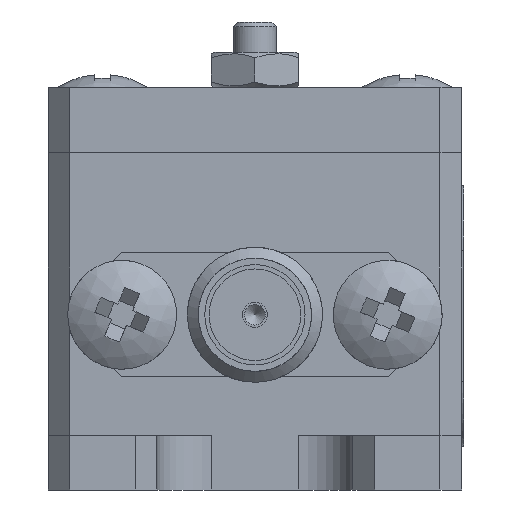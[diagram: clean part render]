
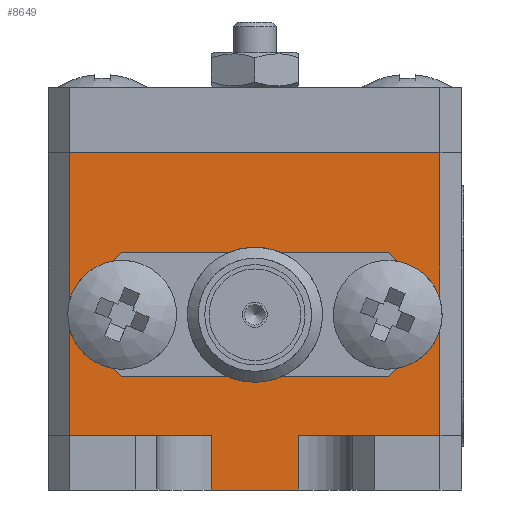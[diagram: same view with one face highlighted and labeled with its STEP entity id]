
A CAD part, left-side view. The second image highlights one B-rep face of the part: STEP entity #8649.
In plain terms, the highlighted planar face has unit normal (-1, 0, 0).
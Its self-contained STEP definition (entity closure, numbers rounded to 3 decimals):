
#8649=ADVANCED_FACE('',(#22876,#22878),#22880,.F.);
#22876=FACE_BOUND('',#22877,.T.);
#22877=EDGE_LOOP('',(#29726,#29727,#29728,#29729,#29730,#29731,#29732,#29733));
#22878=FACE_BOUND('',#22879,.T.);
#22879=EDGE_LOOP('',(#29734,#29735,#29736,#29737,#29738,#29739,#29740,#29741));
#22880=PLANE('',#22881);
#22881=AXIS2_PLACEMENT_3D('',#22882,#22883,#22884);
#22882=CARTESIAN_POINT('',(-33.5,-9.5,2.5));
#22883=DIRECTION('',(1.,-0.,0.));
#22884=DIRECTION('',(0.,0.,-1.));
#29726=ORIENTED_EDGE('',*,*,#33539,.T.);
#29727=ORIENTED_EDGE('',*,*,#33624,.T.);
#29728=ORIENTED_EDGE('',*,*,#33605,.F.);
#29729=ORIENTED_EDGE('',*,*,#33603,.F.);
#29730=ORIENTED_EDGE('',*,*,#33638,.F.);
#29731=ORIENTED_EDGE('',*,*,#33599,.T.);
#29732=ORIENTED_EDGE('',*,*,#33597,.F.);
#29733=ORIENTED_EDGE('',*,*,#33623,.T.);
#29734=ORIENTED_EDGE('',*,*,#33639,.F.);
#29735=ORIENTED_EDGE('',*,*,#33640,.F.);
#29736=ORIENTED_EDGE('',*,*,#33641,.F.);
#29737=ORIENTED_EDGE('',*,*,#33642,.F.);
#29738=ORIENTED_EDGE('',*,*,#33643,.F.);
#29739=ORIENTED_EDGE('',*,*,#33644,.F.);
#29740=ORIENTED_EDGE('',*,*,#33645,.F.);
#29741=ORIENTED_EDGE('',*,*,#33646,.F.);
#33539=EDGE_CURVE('',#38120,#38118,#38121,.T.);
#33597=EDGE_CURVE('',#38221,#38223,#38224,.T.);
#33599=EDGE_CURVE('',#38226,#38223,#38227,.T.);
#33603=EDGE_CURVE('',#38231,#38229,#38233,.T.);
#33605=EDGE_CURVE('',#38229,#38236,#38237,.T.);
#33623=EDGE_CURVE('',#38221,#38120,#38263,.T.);
#33624=EDGE_CURVE('',#38118,#38236,#38264,.T.);
#33638=EDGE_CURVE('',#38226,#38231,#38286,.T.);
#33639=EDGE_CURVE('',#38287,#38288,#38289,.T.);
#33640=EDGE_CURVE('',#38290,#38287,#38291,.T.);
#33641=EDGE_CURVE('',#38292,#38290,#38293,.T.);
#33642=EDGE_CURVE('',#38294,#38292,#38295,.T.);
#33643=EDGE_CURVE('',#38296,#38294,#38297,.T.);
#33644=EDGE_CURVE('',#38298,#38296,#38299,.T.);
#33645=EDGE_CURVE('',#38300,#38298,#38301,.T.);
#33646=EDGE_CURVE('',#38288,#38300,#38302,.T.);
#38118=VERTEX_POINT('',#71525);
#38120=VERTEX_POINT('',#71529);
#38121=LINE('',#71530,#71531);
#38221=VERTEX_POINT('',#71744);
#38223=VERTEX_POINT('',#71748);
#38224=LINE('',#71749,#71750);
#38226=VERTEX_POINT('',#71756);
#38227=LINE('',#71757,#71758);
#38229=VERTEX_POINT('',#71764);
#38231=VERTEX_POINT('',#71769);
#38233=LINE('',#71774,#71775);
#38236=VERTEX_POINT('',#71781);
#38237=LINE('',#71782,#71783);
#38263=LINE('',#71848,#71849);
#38264=LINE('',#71851,#71852);
#38286=LINE('',#71901,#71902);
#38287=VERTEX_POINT('',#71904);
#38288=VERTEX_POINT('',#71905);
#38289=LINE('',#71906,#71907);
#38290=VERTEX_POINT('',#71909);
#38291=LINE('',#71910,#71911);
#38292=VERTEX_POINT('',#71913);
#38293=LINE('',#71914,#71915);
#38294=VERTEX_POINT('',#71917);
#38295=LINE('',#71918,#71919);
#38296=VERTEX_POINT('',#71921);
#38297=LINE('',#71922,#71923);
#38298=VERTEX_POINT('',#71925);
#38299=LINE('',#71926,#71927);
#38300=VERTEX_POINT('',#71929);
#38301=LINE('',#71930,#71931);
#38302=LINE('',#71933,#71934);
#71525=CARTESIAN_POINT('',(-33.5,8.5,15.5));
#71529=CARTESIAN_POINT('',(-33.5,-8.5,15.5));
#71530=CARTESIAN_POINT('',(-33.5,-8.5,15.5));
#71531=VECTOR('',#71532,1.);
#71532=DIRECTION('',(0.,1.,0.));
#71744=CARTESIAN_POINT('',(-33.5,-8.5,2.5));
#71748=CARTESIAN_POINT('',(-33.5,-2.,2.5));
#71749=CARTESIAN_POINT('',(-33.5,-8.5,2.5));
#71750=VECTOR('',#71751,1.);
#71751=DIRECTION('',(0.,1.,0.));
#71756=CARTESIAN_POINT('',(-33.5,-2.,0.));
#71757=CARTESIAN_POINT('',(-33.5,-2.,0.));
#71758=VECTOR('',#71759,1.);
#71759=DIRECTION('',(0.,0.,1.));
#71764=CARTESIAN_POINT('',(-33.5,2.,2.5));
#71769=CARTESIAN_POINT('',(-33.5,2.,0.));
#71774=CARTESIAN_POINT('',(-33.5,2.,0.));
#71775=VECTOR('',#71776,1.);
#71776=DIRECTION('',(0.,0.,1.));
#71781=CARTESIAN_POINT('',(-33.5,8.5,2.5));
#71782=CARTESIAN_POINT('',(-33.5,2.,2.5));
#71783=VECTOR('',#71784,1.);
#71784=DIRECTION('',(0.,1.,0.));
#71848=CARTESIAN_POINT('',(-33.5,-8.5,2.5));
#71849=VECTOR('',#71850,1.);
#71850=DIRECTION('',(0.,0.,1.));
#71851=CARTESIAN_POINT('',(-33.5,8.5,15.5));
#71852=VECTOR('',#71853,1.);
#71853=DIRECTION('',(0.,0.,-1.));
#71901=CARTESIAN_POINT('',(-33.5,-2.,0.));
#71902=VECTOR('',#71903,1.);
#71903=DIRECTION('',(0.,1.,0.));
#71904=CARTESIAN_POINT('',(-33.5,-6.13,5.2));
#71905=CARTESIAN_POINT('',(-33.5,-8.03,7.1));
#71906=CARTESIAN_POINT('',(-33.5,-6.13,5.2));
#71907=VECTOR('',#71908,1.);
#71908=DIRECTION('',(0.,-0.707,0.707));
#71909=CARTESIAN_POINT('',(-33.5,6.13,5.2));
#71910=CARTESIAN_POINT('',(-33.5,6.13,5.2));
#71911=VECTOR('',#71912,1.);
#71912=DIRECTION('',(0.,-1.,0.));
#71913=CARTESIAN_POINT('',(-33.5,8.03,7.1));
#71914=CARTESIAN_POINT('',(-33.5,8.03,7.1));
#71915=VECTOR('',#71916,1.);
#71916=DIRECTION('',(0.,-0.707,-0.707));
#71917=CARTESIAN_POINT('',(-33.5,8.03,9.));
#71918=CARTESIAN_POINT('',(-33.5,8.03,9.));
#71919=VECTOR('',#71920,1.);
#71920=DIRECTION('',(0.,0.,-1.));
#71921=CARTESIAN_POINT('',(-33.5,6.13,10.9));
#71922=CARTESIAN_POINT('',(-33.5,6.13,10.9));
#71923=VECTOR('',#71924,1.);
#71924=DIRECTION('',(0.,0.707,-0.707));
#71925=CARTESIAN_POINT('',(-33.5,-6.13,10.9));
#71926=CARTESIAN_POINT('',(-33.5,-6.13,10.9));
#71927=VECTOR('',#71928,1.);
#71928=DIRECTION('',(0.,1.,0.));
#71929=CARTESIAN_POINT('',(-33.5,-8.03,9.));
#71930=CARTESIAN_POINT('',(-33.5,-8.03,9.));
#71931=VECTOR('',#71932,1.);
#71932=DIRECTION('',(0.,0.707,0.707));
#71933=CARTESIAN_POINT('',(-33.5,-8.03,7.1));
#71934=VECTOR('',#71935,1.);
#71935=DIRECTION('',(0.,0.,1.));
